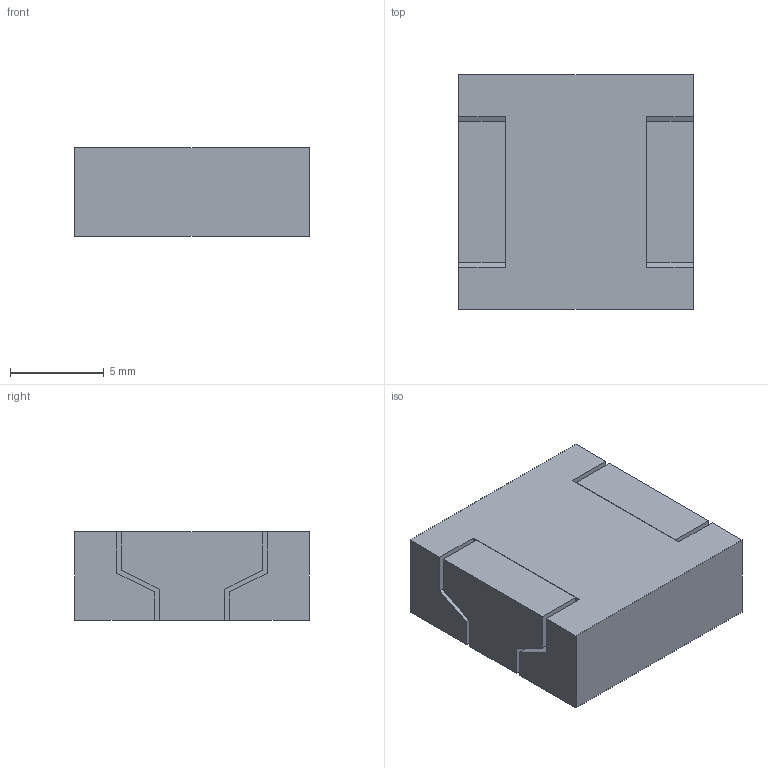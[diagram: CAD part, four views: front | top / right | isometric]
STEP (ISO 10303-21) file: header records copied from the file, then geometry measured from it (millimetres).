
FILE_DESCRIPTION(('Open CASCADE Model'),'2;1');
FILE_NAME('Open CASCADE Shape Model','2010-04-26T15:28:58',('Author'),( 'Open CASCADE'),'Open CASCADE STEP processor 6.3','Open CASCADE 6.3' ,'Unknown');
FILE_SCHEMA(('AUTOMOTIVE_DESIGN_CC2 { 1 2 10303 214 -1 1 5 4 }'));
Length unit declared in the file: millimetre
Products named in the file (5): Open CASCADE STEP translator 6.3 1; Open CASCADE STEP translator 6.3 1.1; Open CASCADE STEP translator 6.3 1.1.1; Open CASCADE STEP translator 6.3 1.1.2; Open CASCADE STEP translator 6.3 1.1.3
Assembly tree (4 placements, depth 3):
  Open CASCADE STEP translator 6.3 1
    Open CASCADE STEP translator 6.3 1.1
      Open CASCADE STEP translator 6.3 1.1.1
      Open CASCADE STEP translator 6.3 1.1.2
      Open CASCADE STEP translator 6.3 1.1.3
Bounding box: 12.5 x 12.5 x 4.7 mm (x, y, z)
Volume: 719 mm3; surface area: 767.5 mm2
Topology: 3 solids, 3 shells, 47 faces, 120 edges, 80 vertices
Faces by surface type: plane 30, bspline 17
Entity records: 3241 total; most frequent: CARTESIAN_POINT 794, DIRECTION 409, LINE 339, VECTOR 339, ORIENTED_EDGE 240, PCURVE 240, DEFINITIONAL_REPRESENTATION 240, EDGE_CURVE 120
